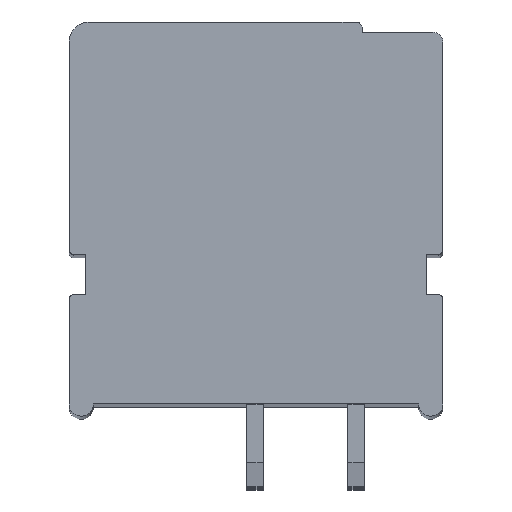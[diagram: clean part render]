
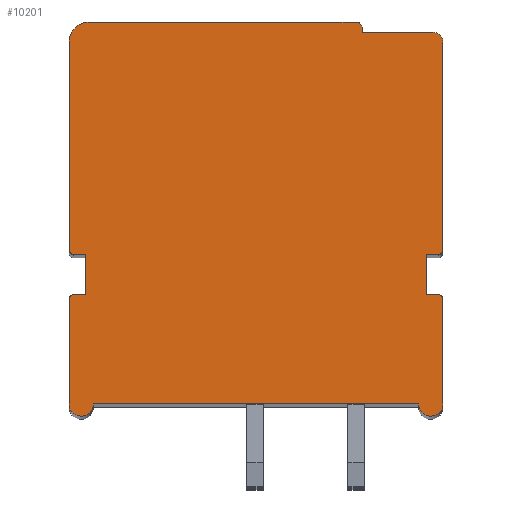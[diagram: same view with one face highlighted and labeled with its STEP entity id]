
A CAD part, top view. The second image highlights one B-rep face of the part: STEP entity #10201.
In plain terms, the highlighted planar face has unit normal (0, 0, 1).
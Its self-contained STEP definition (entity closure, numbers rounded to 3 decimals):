
#1394=CARTESIAN_POINT('',(8.75,8.75,4.7));
#1395=DIRECTION('',(0.,0.,1.));
#1396=DIRECTION('',(1.,0.,0.));
#1397=AXIS2_PLACEMENT_3D('',#1394,#1395,#1396);
#1399=DIRECTION('',(0.,1.,0.));
#1400=VECTOR('',#1399,10.3);
#1401=CARTESIAN_POINT('',(9.25,-1.55,4.7));
#1402=LINE('',#1401,#1400);
#1403=CARTESIAN_POINT('',(9.05,-1.55,4.7));
#1404=DIRECTION('',(0.,0.,1.));
#1405=DIRECTION('',(0.,-1.,0.));
#1406=AXIS2_PLACEMENT_3D('',#1403,#1404,#1405);
#1408=DIRECTION('',(1.,0.,0.));
#1409=VECTOR('',#1408,0.6);
#1410=CARTESIAN_POINT('',(8.45,-1.75,4.7));
#1411=LINE('',#1410,#1409);
#1412=DIRECTION('',(0.,1.,0.));
#1413=VECTOR('',#1412,2.);
#1414=CARTESIAN_POINT('',(8.45,-3.75,4.7));
#1415=LINE('',#1414,#1413);
#1416=DIRECTION('',(-1.,0.,0.));
#1417=VECTOR('',#1416,0.6);
#1418=CARTESIAN_POINT('',(9.05,-3.75,4.7));
#1419=LINE('',#1418,#1417);
#1420=CARTESIAN_POINT('',(9.05,-3.95,4.7));
#1421=DIRECTION('',(0.,0.,1.));
#1422=DIRECTION('',(1.,0.,0.));
#1423=AXIS2_PLACEMENT_3D('',#1420,#1421,#1422);
#1425=DIRECTION('',(0.,1.,0.));
#1426=VECTOR('',#1425,5.2);
#1427=CARTESIAN_POINT('',(9.25,-9.15,4.7));
#1428=LINE('',#1427,#1426);
#1429=CARTESIAN_POINT('',(8.65,-9.15,4.7));
#1430=DIRECTION('',(0.,0.,1.));
#1431=DIRECTION('',(-1.,0.,0.));
#1432=AXIS2_PLACEMENT_3D('',#1429,#1430,#1431);
#1434=DIRECTION('',(1.,0.,0.));
#1435=VECTOR('',#1434,16.1);
#1436=CARTESIAN_POINT('',(-8.05,-9.15,4.7));
#1437=LINE('',#1436,#1435);
#1438=CARTESIAN_POINT('',(-8.65,-9.15,4.7));
#1439=DIRECTION('',(0.,0.,1.));
#1440=DIRECTION('',(-1.,0.,0.));
#1441=AXIS2_PLACEMENT_3D('',#1438,#1439,#1440);
#1443=DIRECTION('',(0.,-1.,0.));
#1444=VECTOR('',#1443,5.2);
#1445=CARTESIAN_POINT('',(-9.25,-3.95,4.7));
#1446=LINE('',#1445,#1444);
#1447=CARTESIAN_POINT('',(-9.05,-3.95,4.7));
#1448=DIRECTION('',(0.,0.,1.));
#1449=DIRECTION('',(0.,1.,0.));
#1450=AXIS2_PLACEMENT_3D('',#1447,#1448,#1449);
#1452=DIRECTION('',(-1.,0.,0.));
#1453=VECTOR('',#1452,0.6);
#1454=CARTESIAN_POINT('',(-8.45,-3.75,4.7));
#1455=LINE('',#1454,#1453);
#1456=DIRECTION('',(0.,-1.,0.));
#1457=VECTOR('',#1456,2.);
#1458=CARTESIAN_POINT('',(-8.45,-1.75,4.7));
#1459=LINE('',#1458,#1457);
#1460=DIRECTION('',(1.,0.,0.));
#1461=VECTOR('',#1460,0.6);
#1462=CARTESIAN_POINT('',(-9.05,-1.75,4.7));
#1463=LINE('',#1462,#1461);
#1464=CARTESIAN_POINT('',(-9.05,-1.55,4.7));
#1465=DIRECTION('',(0.,0.,1.));
#1466=DIRECTION('',(-1.,0.,0.));
#1467=AXIS2_PLACEMENT_3D('',#1464,#1465,#1466);
#1469=DIRECTION('',(0.,-1.,0.));
#1470=VECTOR('',#1469,10.3);
#1471=CARTESIAN_POINT('',(-9.25,8.75,4.7));
#1472=LINE('',#1471,#1470);
#1473=CARTESIAN_POINT('',(-8.25,8.75,4.7));
#1474=DIRECTION('',(0.,0.,1.));
#1475=DIRECTION('',(0.,1.,0.));
#1476=AXIS2_PLACEMENT_3D('',#1473,#1474,#1475);
#1478=DIRECTION('',(-1.,0.,0.));
#1479=VECTOR('',#1478,13.2);
#1480=CARTESIAN_POINT('',(4.95,9.75,4.7));
#1481=LINE('',#1480,#1479);
#1482=CARTESIAN_POINT('',(4.95,9.45,4.7));
#1483=DIRECTION('',(0.,0.,1.));
#1484=DIRECTION('',(1.,0.,0.));
#1485=AXIS2_PLACEMENT_3D('',#1482,#1483,#1484);
#1487=DIRECTION('',(0.,1.,0.));
#1488=VECTOR('',#1487,0.2);
#1489=CARTESIAN_POINT('',(5.25,9.25,4.7));
#1490=LINE('',#1489,#1488);
#1491=DIRECTION('',(-1.,0.,0.));
#1492=VECTOR('',#1491,3.5);
#1493=CARTESIAN_POINT('',(8.75,9.25,4.7));
#1494=LINE('',#1493,#1492);
#6833=CARTESIAN_POINT('',(9.25,8.75,4.7));
#6834=CARTESIAN_POINT('',(8.75,9.25,4.7));
#6835=VERTEX_POINT('',#6833);
#6836=VERTEX_POINT('',#6834);
#6837=CARTESIAN_POINT('',(5.25,9.25,4.7));
#6838=VERTEX_POINT('',#6837);
#6839=CARTESIAN_POINT('',(5.25,9.45,4.7));
#6840=VERTEX_POINT('',#6839);
#6841=CARTESIAN_POINT('',(4.95,9.75,4.7));
#6842=VERTEX_POINT('',#6841);
#6843=CARTESIAN_POINT('',(-8.25,9.75,4.7));
#6844=VERTEX_POINT('',#6843);
#6845=CARTESIAN_POINT('',(-9.25,8.75,4.7));
#6846=VERTEX_POINT('',#6845);
#6847=CARTESIAN_POINT('',(-9.25,-1.55,4.7));
#6848=VERTEX_POINT('',#6847);
#6849=CARTESIAN_POINT('',(-9.05,-1.75,4.7));
#6850=VERTEX_POINT('',#6849);
#6851=CARTESIAN_POINT('',(-8.45,-1.75,4.7));
#6852=VERTEX_POINT('',#6851);
#6853=CARTESIAN_POINT('',(-8.45,-3.75,4.7));
#6854=VERTEX_POINT('',#6853);
#6855=CARTESIAN_POINT('',(-9.05,-3.75,4.7));
#6856=VERTEX_POINT('',#6855);
#6857=CARTESIAN_POINT('',(-9.25,-3.95,4.7));
#6858=VERTEX_POINT('',#6857);
#6859=CARTESIAN_POINT('',(-9.25,-9.15,4.7));
#6860=VERTEX_POINT('',#6859);
#6861=CARTESIAN_POINT('',(-8.05,-9.15,4.7));
#6862=VERTEX_POINT('',#6861);
#6863=CARTESIAN_POINT('',(8.05,-9.15,4.7));
#6864=VERTEX_POINT('',#6863);
#6865=CARTESIAN_POINT('',(9.25,-9.15,4.7));
#6866=VERTEX_POINT('',#6865);
#6867=CARTESIAN_POINT('',(9.25,-3.95,4.7));
#6868=VERTEX_POINT('',#6867);
#6869=CARTESIAN_POINT('',(9.05,-3.75,4.7));
#6870=VERTEX_POINT('',#6869);
#6871=CARTESIAN_POINT('',(8.45,-3.75,4.7));
#6872=VERTEX_POINT('',#6871);
#6873=CARTESIAN_POINT('',(8.45,-1.75,4.7));
#6874=VERTEX_POINT('',#6873);
#6875=CARTESIAN_POINT('',(9.05,-1.75,4.7));
#6876=VERTEX_POINT('',#6875);
#6877=CARTESIAN_POINT('',(9.25,-1.55,4.7));
#6878=VERTEX_POINT('',#6877);
#10171=CARTESIAN_POINT('',(0.,0.,4.7));
#10172=DIRECTION('',(0.,0.,1.));
#10173=DIRECTION('',(1.,0.,0.));
#10174=AXIS2_PLACEMENT_3D('',#10171,#10172,#10173);
#10175=PLANE('',#10174);
#10176=ORIENTED_EDGE('',*,*,#9029,.F.);
#10177=ORIENTED_EDGE('',*,*,#9044,.F.);
#10178=ORIENTED_EDGE('',*,*,#9058,.F.);
#10179=ORIENTED_EDGE('',*,*,#9072,.F.);
#10180=ORIENTED_EDGE('',*,*,#9086,.F.);
#10181=ORIENTED_EDGE('',*,*,#9100,.F.);
#10182=ORIENTED_EDGE('',*,*,#9114,.F.);
#10183=ORIENTED_EDGE('',*,*,#9128,.F.);
#10184=ORIENTED_EDGE('',*,*,#9142,.F.);
#10185=ORIENTED_EDGE('',*,*,#9156,.F.);
#10186=ORIENTED_EDGE('',*,*,#9530,.F.);
#10187=ORIENTED_EDGE('',*,*,#9544,.F.);
#10188=ORIENTED_EDGE('',*,*,#9558,.F.);
#10189=ORIENTED_EDGE('',*,*,#9572,.F.);
#10190=ORIENTED_EDGE('',*,*,#9586,.F.);
#10191=ORIENTED_EDGE('',*,*,#9600,.F.);
#10192=ORIENTED_EDGE('',*,*,#9614,.F.);
#10193=ORIENTED_EDGE('',*,*,#9628,.F.);
#10194=ORIENTED_EDGE('',*,*,#9642,.F.);
#10195=ORIENTED_EDGE('',*,*,#9656,.F.);
#10196=ORIENTED_EDGE('',*,*,#9958,.F.);
#10197=ORIENTED_EDGE('',*,*,#9972,.F.);
#10198=ORIENTED_EDGE('',*,*,#9985,.F.);
#10199=EDGE_LOOP('',(#10176,#10177,#10178,#10179,#10180,#10181,#10182,#10183,
#10184,#10185,#10186,#10187,#10188,#10189,#10190,#10191,#10192,#10193,#10194,
#10195,#10196,#10197,#10198));
#10200=FACE_OUTER_BOUND('',#10199,.F.);
#1398=CIRCLE('',#1397,0.5);
#1407=CIRCLE('',#1406,0.2);
#1424=CIRCLE('',#1423,0.2);
#1433=CIRCLE('',#1432,0.6);
#1442=CIRCLE('',#1441,0.6);
#1451=CIRCLE('',#1450,0.2);
#1468=CIRCLE('',#1467,0.2);
#1477=CIRCLE('',#1476,1.);
#1486=CIRCLE('',#1485,0.3);
#9029=EDGE_CURVE('',#6835,#6836,#1398,.T.);
#9044=EDGE_CURVE('',#6878,#6835,#1402,.T.);
#9058=EDGE_CURVE('',#6876,#6878,#1407,.T.);
#9072=EDGE_CURVE('',#6874,#6876,#1411,.T.);
#9086=EDGE_CURVE('',#6872,#6874,#1415,.T.);
#9100=EDGE_CURVE('',#6870,#6872,#1419,.T.);
#9114=EDGE_CURVE('',#6868,#6870,#1424,.T.);
#9128=EDGE_CURVE('',#6866,#6868,#1428,.T.);
#9142=EDGE_CURVE('',#6864,#6866,#1433,.T.);
#9156=EDGE_CURVE('',#6862,#6864,#1437,.T.);
#9530=EDGE_CURVE('',#6860,#6862,#1442,.T.);
#9544=EDGE_CURVE('',#6858,#6860,#1446,.T.);
#9558=EDGE_CURVE('',#6856,#6858,#1451,.T.);
#9572=EDGE_CURVE('',#6854,#6856,#1455,.T.);
#9586=EDGE_CURVE('',#6852,#6854,#1459,.T.);
#9600=EDGE_CURVE('',#6850,#6852,#1463,.T.);
#9614=EDGE_CURVE('',#6848,#6850,#1468,.T.);
#9628=EDGE_CURVE('',#6846,#6848,#1472,.T.);
#9642=EDGE_CURVE('',#6844,#6846,#1477,.T.);
#9656=EDGE_CURVE('',#6842,#6844,#1481,.T.);
#9958=EDGE_CURVE('',#6840,#6842,#1486,.T.);
#9972=EDGE_CURVE('',#6838,#6840,#1490,.T.);
#9985=EDGE_CURVE('',#6836,#6838,#1494,.T.);
#10201=ADVANCED_FACE('',(#10200),#10175,.T.);
